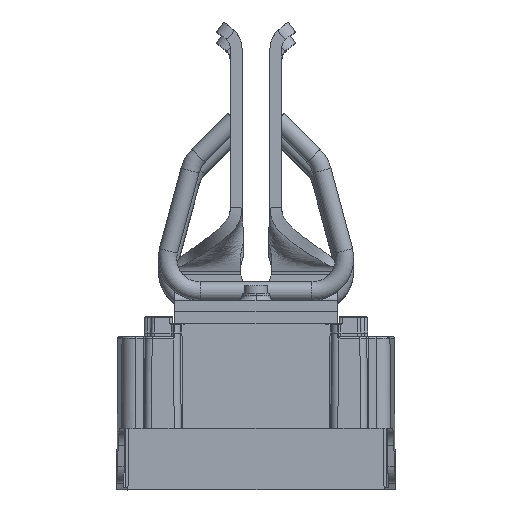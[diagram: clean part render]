
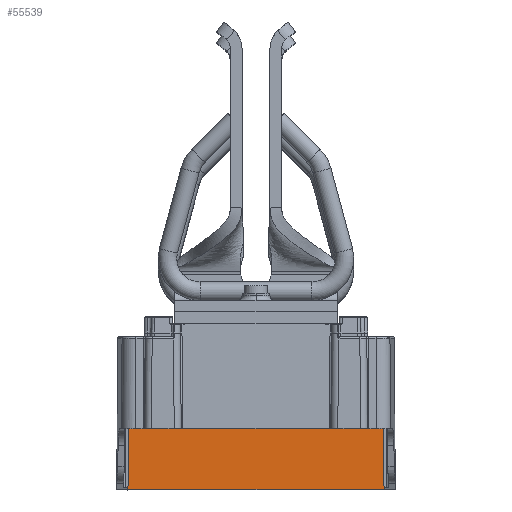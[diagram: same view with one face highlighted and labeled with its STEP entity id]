
A CAD part, top view. The second image highlights one B-rep face of the part: STEP entity #55539.
In plain terms, the highlighted face is planar.
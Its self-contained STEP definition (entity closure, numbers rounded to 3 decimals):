
#4866=DIRECTION('',(1.,0.,0.));
#4867=VECTOR('',#4866,55.);
#4868=CARTESIAN_POINT('',(-27.5,-36.937,
0.));
#4869=LINE('',#4868,#4867);
#15032=DIRECTION('',(0.017,0.,-1.));
#15033=VECTOR('',#15032,13.002);
#15034=CARTESIAN_POINT('',(27.273,-36.937,
13.));
#15035=LINE('',#15034,#15033);
#15039=DIRECTION('',(0.017,0.,1.));
#15040=VECTOR('',#15039,13.002);
#15041=CARTESIAN_POINT('',(-27.5,-36.937,
0.));
#15042=LINE('',#15041,#15040);
#15046=DIRECTION('',(1.,0.,0.));
#15047=VECTOR('',#15046,54.546);
#15048=CARTESIAN_POINT('',(-27.273,-36.937,
13.));
#15049=LINE('',#15048,#15047);
#32000=CARTESIAN_POINT('',(-27.273,-36.937,
13.));
#32002=VERTEX_POINT('',#32000);
#32054=CARTESIAN_POINT('',(27.273,-36.937,
13.));
#32055=VERTEX_POINT('',#32054);
#33424=CARTESIAN_POINT('',(-27.5,-36.937,
0.));
#33425=VERTEX_POINT('',#33424);
#33426=CARTESIAN_POINT('',(27.5,-36.937,
0.));
#33427=VERTEX_POINT('',#33426);
#55527=CARTESIAN_POINT('',(27.5,-36.937,0.));
#55528=DIRECTION('',(0.,-1.,0.));
#55529=DIRECTION('',(-1.,0.,0.));
#55530=AXIS2_PLACEMENT_3D('',#55527,#55528,#55529);
#55531=PLANE('',#55530);
#55533=ORIENTED_EDGE('',*,*,#55532,.T.);
#55534=ORIENTED_EDGE('',*,*,#40570,.F.);
#55535=ORIENTED_EDGE('',*,*,#55518,.T.);
#55536=ORIENTED_EDGE('',*,*,#55496,.T.);
#55537=EDGE_LOOP('',(#55533,#55534,#55535,#55536));
#55538=FACE_OUTER_BOUND('',#55537,.F.);
#40570=EDGE_CURVE('',#33425,#33427,#4869,.T.);
#55496=EDGE_CURVE('',#32002,#32055,#15049,.T.);
#55518=EDGE_CURVE('',#33425,#32002,#15042,.T.);
#55532=EDGE_CURVE('',#32055,#33427,#15035,.T.);
#55539=ADVANCED_FACE('',(#55538),#55531,.T.);
